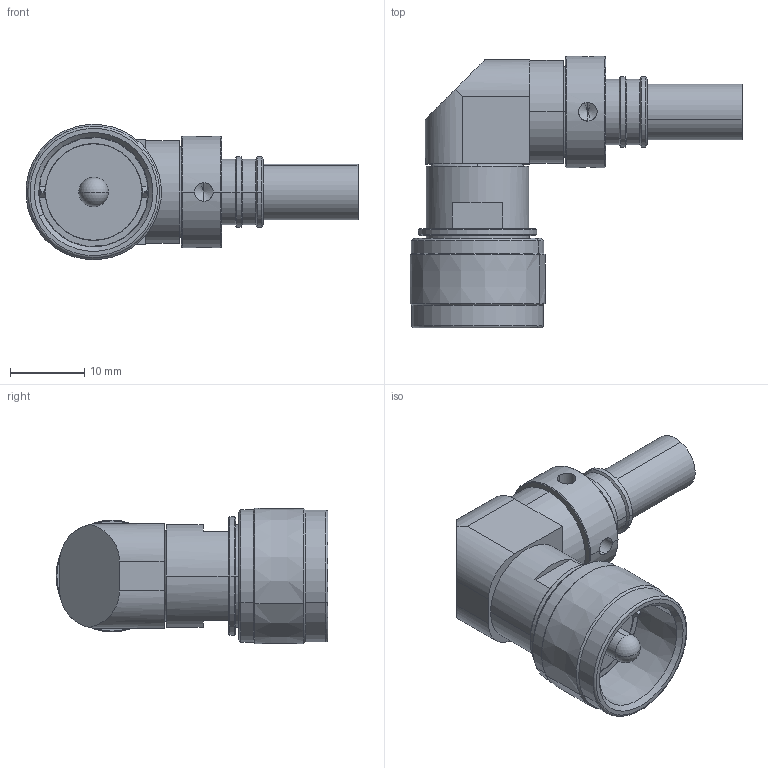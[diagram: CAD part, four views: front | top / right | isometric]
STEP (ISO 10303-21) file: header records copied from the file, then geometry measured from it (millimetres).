
FILE_DESCRIPTION (( 'STEP AP214' ), '1' );
FILE_NAME ('3190-8011(EZ-240-UM-RA-X)_SD.STEP', '2020-09-08T04:51:19', ( '' ), ( '' ), 'SwSTEP 2.0', 'SolidWorks 2018', '' );
FILE_SCHEMA (( 'AUTOMOTIVE_DESIGN' ));
Length unit declared in the file: millimetre
Products named in the file (7): 3190-8011(EZ-240-UM-RA-X)_SD; 3192-6042_SD; Combination ^3192-6042; SD^3192-6057; SD; 3192-6057_SD; 3192-6034_SD
Assembly tree (6 placements, depth 3):
  3190-8011(EZ-240-UM-RA-X)_SD
    3192-6057_SD
      SD^3192-6057
    3192-6042_SD
      Combination ^3192-6042
    3192-6034_SD
      SD
Bounding box: 44.58 x 36.5 x 18.15 mm (x, y, z)
Volume: 7719.7 mm3; surface area: 5052.4 mm2
Topology: 5 solids, 7 shells, 158 faces, 343 edges, 205 vertices
Faces by surface type: cone 56, cylinder 50, plane 42, torus 8, sphere 2
Entity records: 4651 total; most frequent: CARTESIAN_POINT 938, DIRECTION 815, ORIENTED_EDGE 666, AXIS2_PLACEMENT_3D 342, EDGE_CURVE 333, VERTEX_POINT 205, EDGE_LOOP 178, CIRCLE 172
